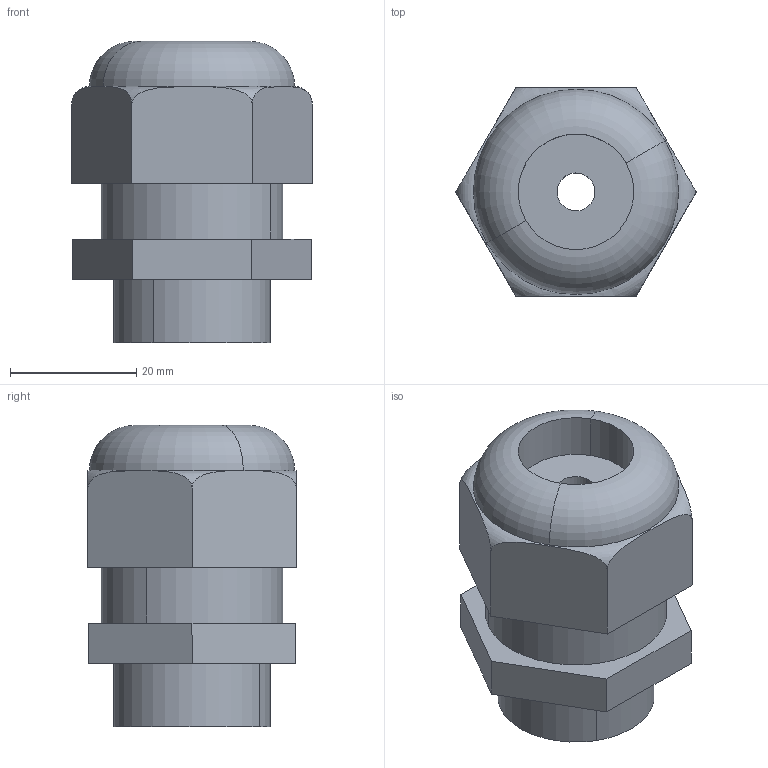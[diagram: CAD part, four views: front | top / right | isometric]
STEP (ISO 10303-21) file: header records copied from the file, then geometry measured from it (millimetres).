
FILE_DESCRIPTION(('Creo Elements/Direct Modeling STEP Export'),'2;1');
FILE_NAME('model.stp','2018-05-22T13:41:47',(''),(''),'Creo Elements/Direct Modeling STEP processor for AP214 (Solid Model)','Creo Elements/Direct Modeling 18.1I 14-Aug-2016 (C) Parametric Technology GmbH','');
FILE_SCHEMA(('AUTOMOTIVE_DESIGN { 1 0 10303 214 1 1 1 1 }'));
Length unit declared in the file: millimetre
Products named in the file (2): G_CCS_M25_M66N_PNES_BK-select
Assembly tree (1 placements, depth 2):
  G_CCS_M25_M66N_PNES_BK-select
    G_CCS_M25_M66N_PNES_BK-select
Bounding box: 38.06 x 32.96 x 47.67 mm (x, y, z)
Volume: 25701.2 mm3; surface area: 9091.7 mm2
Topology: 1 solids, 1 shells, 32 faces, 74 edges, 48 vertices
Faces by surface type: plane 18, cylinder 10, torus 4
Entity records: 2887 total; most frequent: CARTESIAN_POINT 1874, ORIENTED_EDGE 148, DIRECTION 140, EDGE_CURVE 74, AXIS2_PLACEMENT_3D 50, VERTEX_POINT 48, VECTOR 40, LINE 40
